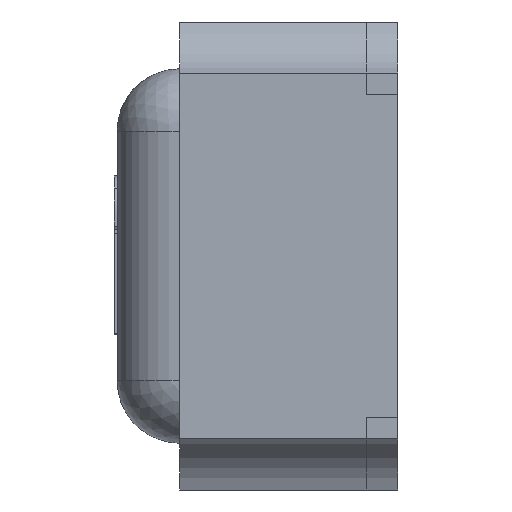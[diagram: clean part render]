
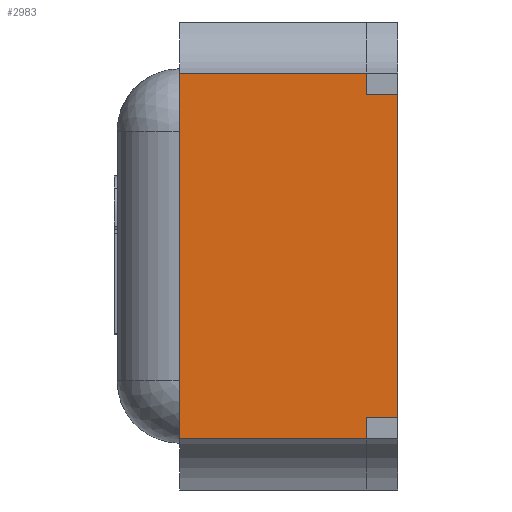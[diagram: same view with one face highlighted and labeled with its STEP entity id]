
A CAD part, left-side view. The second image highlights one B-rep face of the part: STEP entity #2983.
In plain terms, the highlighted planar face has unit normal (-1, 0, 0).
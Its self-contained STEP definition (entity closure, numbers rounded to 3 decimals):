
#262=FACE_OUTER_BOUND('',#433,.T.);
#433=EDGE_LOOP('',(#2085,#2086,#2087,#2088,#2089,#2090,#2091,#2092));
#615=LINE('',#3982,#930);
#620=LINE('',#3993,#935);
#642=LINE('',#4039,#957);
#643=LINE('',#4041,#958);
#647=LINE('',#4053,#962);
#649=LINE('',#4058,#964);
#653=LINE('',#4066,#968);
#654=LINE('',#4067,#969);
#930=VECTOR('',#3358,10.);
#935=VECTOR('',#3367,10.);
#957=VECTOR('',#3405,10.);
#958=VECTOR('',#3406,10.);
#962=VECTOR('',#3418,10.);
#964=VECTOR('',#3424,10.);
#968=VECTOR('',#3434,10.);
#969=VECTOR('',#3435,10.);
#1237=VERTEX_POINT('',#3976);
#1239=VERTEX_POINT('',#3980);
#1242=VERTEX_POINT('',#3990);
#1243=VERTEX_POINT('',#3992);
#1259=VERTEX_POINT('',#4037);
#1260=VERTEX_POINT('',#4040);
#1264=VERTEX_POINT('',#4052);
#1266=VERTEX_POINT('',#4065);
#1545=EDGE_CURVE('',#1237,#1239,#615,.T.);
#1550=EDGE_CURVE('',#1243,#1242,#620,.T.);
#1573=EDGE_CURVE('',#1239,#1259,#642,.T.);
#1574=EDGE_CURVE('',#1260,#1243,#643,.T.);
#1580=EDGE_CURVE('',#1260,#1264,#647,.T.);
#1583=EDGE_CURVE('',#1237,#1242,#649,.T.);
#1587=EDGE_CURVE('',#1259,#1266,#653,.T.);
#1588=EDGE_CURVE('',#1264,#1266,#654,.T.);
#2085=ORIENTED_EDGE('',*,*,#1574,.T.);
#2086=ORIENTED_EDGE('',*,*,#1550,.T.);
#2087=ORIENTED_EDGE('',*,*,#1583,.F.);
#2088=ORIENTED_EDGE('',*,*,#1545,.T.);
#2089=ORIENTED_EDGE('',*,*,#1573,.T.);
#2090=ORIENTED_EDGE('',*,*,#1587,.T.);
#2091=ORIENTED_EDGE('',*,*,#1588,.F.);
#2092=ORIENTED_EDGE('',*,*,#1580,.F.);
#2879=PLANE('',#3183);
#2983=ADVANCED_FACE('',(#262),#2879,.T.);
#3183=AXIS2_PLACEMENT_3D('',#4064,#3432,#3433);
#3358=DIRECTION('',(0.,1.,0.));
#3367=DIRECTION('',(0.,-1.,0.));
#3405=DIRECTION('',(0.,0.,1.));
#3406=DIRECTION('',(0.,0.,1.));
#3418=DIRECTION('',(0.,1.,0.));
#3424=DIRECTION('',(0.,0.,-1.));
#3432=DIRECTION('center_axis',(-1.,0.,0.));
#3433=DIRECTION('ref_axis',(0.,0.,1.));
#3434=DIRECTION('',(0.,1.,0.));
#3435=DIRECTION('',(0.,0.,1.));
#3976=CARTESIAN_POINT('',(-1.6,0.,0.518));
#3980=CARTESIAN_POINT('',(-1.6,0.1,0.518));
#3982=CARTESIAN_POINT('',(-1.6,0.,0.518));
#3990=CARTESIAN_POINT('',(-1.6,0.,-0.518));
#3992=CARTESIAN_POINT('',(-1.6,0.1,-0.518));
#3993=CARTESIAN_POINT('',(-1.6,0.,-0.518));
#4037=CARTESIAN_POINT('',(-1.6,0.1,0.586));
#4039=CARTESIAN_POINT('',(-1.6,0.1,-0.293));
#4040=CARTESIAN_POINT('',(-1.6,0.1,-0.586));
#4041=CARTESIAN_POINT('',(-1.6,0.1,-0.293));
#4052=CARTESIAN_POINT('',(-1.6,0.7,-0.586));
#4053=CARTESIAN_POINT('',(-1.6,0.,-0.586));
#4058=CARTESIAN_POINT('',(-1.6,0.,0.75));
#4064=CARTESIAN_POINT('Origin',(-1.6,0.,-0.586));
#4065=CARTESIAN_POINT('',(-1.6,0.7,0.586));
#4066=CARTESIAN_POINT('',(-1.6,0.,0.586));
#4067=CARTESIAN_POINT('',(-1.6,0.7,0.75));
